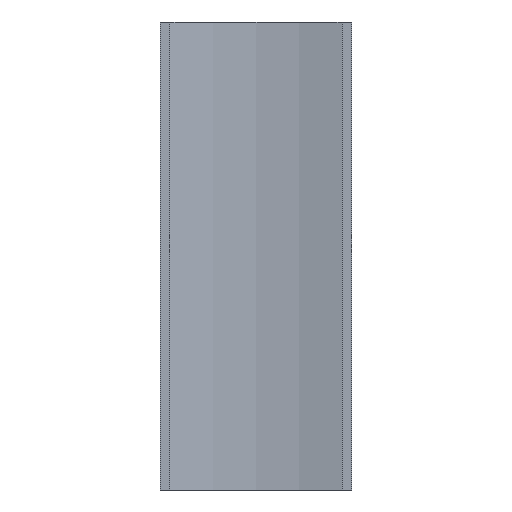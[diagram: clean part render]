
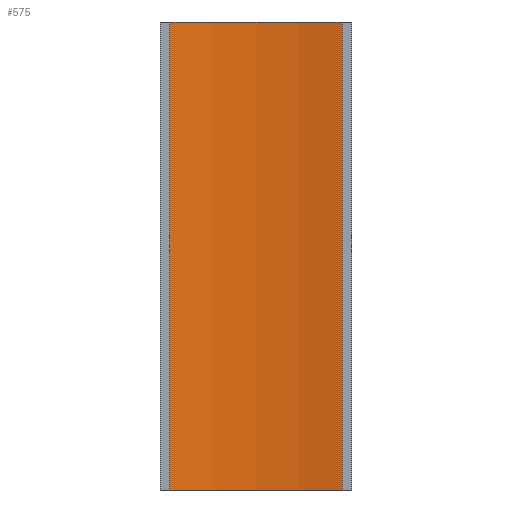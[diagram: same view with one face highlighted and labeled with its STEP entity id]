
A CAD part, front view. The second image highlights one B-rep face of the part: STEP entity #575.
In plain terms, the highlighted cylindrical face has radius 50.8 mm (diameter 101.6 mm), a partial arc.
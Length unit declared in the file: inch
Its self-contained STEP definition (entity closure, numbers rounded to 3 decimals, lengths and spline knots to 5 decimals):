
#7 = VECTOR ( 'NONE', #299, 39.37008 ) ;
#93 = VECTOR ( 'NONE', #631, 39.37008 ) ;
#170 = EDGE_CURVE ( 'NONE', #991, #700, #817, .T. ) ;
#176 = CARTESIAN_POINT ( 'NONE',  ( 1.06824, -0.25, 0. ) ) ;
#177 = AXIS2_PLACEMENT_3D ( 'NONE', #1231, #665, #946 ) ;
#192 = CARTESIAN_POINT ( 'NONE',  ( 0.05676, -0.25, 2.75 ) ) ;
#218 = ORIENTED_EDGE ( 'NONE', *, *, #170, .T. ) ;
#248 = CARTESIAN_POINT ( 'NONE',  ( 0.5625, -2.185, 2.75 ) ) ;
#299 = DIRECTION ( 'NONE',  ( 0., 0., -1. ) ) ;
#361 = VERTEX_POINT ( 'NONE', #1068 ) ;
#387 = LINE ( 'NONE', #192, #7 ) ;
#398 = EDGE_CURVE ( 'NONE', #361, #904, #387, .T. ) ;
#429 = DIRECTION ( 'NONE',  ( -1., 0., 0. ) ) ;
#517 = CARTESIAN_POINT ( 'NONE',  ( 1.06824, -0.25, 2.75 ) ) ;
#547 = CARTESIAN_POINT ( 'NONE',  ( 0.05676, -0.25, 0. ) ) ;
#575 = ADVANCED_FACE ( 'NONE', ( #921 ), #846, .F. ) ;
#631 = DIRECTION ( 'NONE',  ( 0., 0., 1. ) ) ;
#656 = ORIENTED_EDGE ( 'NONE', *, *, #809, .F. ) ;
#665 = DIRECTION ( 'NONE',  ( 0., 0., -1. ) ) ;
#700 = VERTEX_POINT ( 'NONE', #517 ) ;
#701 = CARTESIAN_POINT ( 'NONE',  ( 0.5625, -2.185, 2.75 ) ) ;
#729 = DIRECTION ( 'NONE',  ( -1., 0., 0. ) ) ;
#809 = EDGE_CURVE ( 'NONE', #361, #700, #1102, .T. ) ;
#817 = LINE ( 'NONE', #824, #93 ) ;
#824 = CARTESIAN_POINT ( 'NONE',  ( 1.06824, -0.25, 2.75 ) ) ;
#846 = CYLINDRICAL_SURFACE ( 'NONE', #1064, 2. ) ;
#894 = ORIENTED_EDGE ( 'NONE', *, *, #954, .T. ) ;
#904 = VERTEX_POINT ( 'NONE', #547 ) ;
#921 = FACE_OUTER_BOUND ( 'NONE', #1033, .T. ) ;
#946 = DIRECTION ( 'NONE',  ( -1., 0., 0. ) ) ;
#948 = DIRECTION ( 'NONE',  ( 0., 0., -1. ) ) ;
#954 = EDGE_CURVE ( 'NONE', #904, #991, #1103, .T. ) ;
#991 = VERTEX_POINT ( 'NONE', #176 ) ;
#1033 = EDGE_LOOP ( 'NONE', ( #1071, #894, #218, #656 ) ) ;
#1064 = AXIS2_PLACEMENT_3D ( 'NONE', #248, #948, #429 ) ;
#1068 = CARTESIAN_POINT ( 'NONE',  ( 0.05676, -0.25, 2.75 ) ) ;
#1071 = ORIENTED_EDGE ( 'NONE', *, *, #398, .T. ) ;
#1099 = DIRECTION ( 'NONE',  ( 0., 0., -1. ) ) ;
#1102 = CIRCLE ( 'NONE', #1265, 2. ) ;
#1103 = CIRCLE ( 'NONE', #177, 2. ) ;
#1231 = CARTESIAN_POINT ( 'NONE',  ( 0.5625, -2.185, 0. ) ) ;
#1265 = AXIS2_PLACEMENT_3D ( 'NONE', #701, #1099, #729 ) ;
